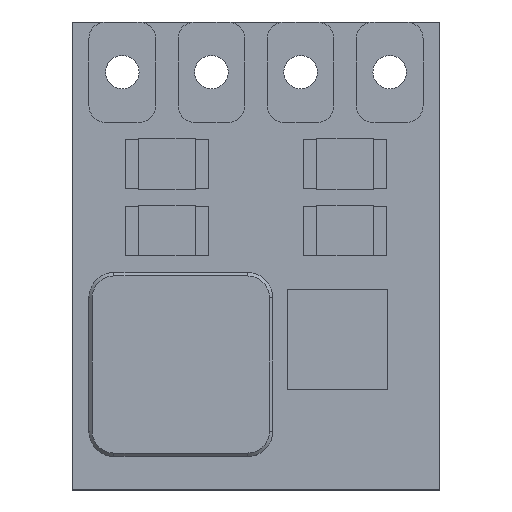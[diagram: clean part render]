
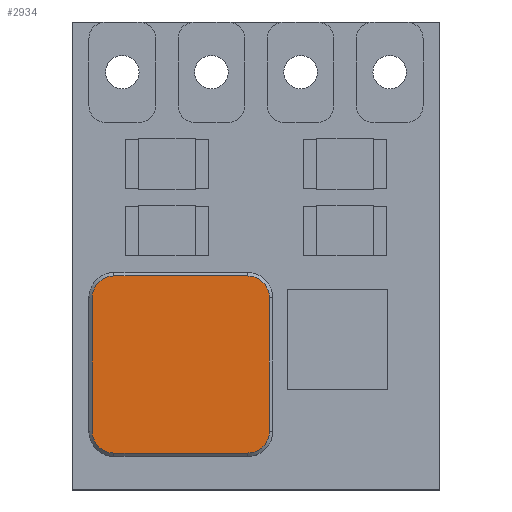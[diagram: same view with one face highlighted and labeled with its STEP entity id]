
A CAD part, top view. The second image highlights one B-rep face of the part: STEP entity #2934.
In plain terms, the highlighted planar face has unit normal (0, 0, 1).
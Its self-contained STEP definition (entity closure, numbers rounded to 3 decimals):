
#74=CIRCLE('',#3096,0.65);
#76=CIRCLE('',#3100,0.65);
#78=CIRCLE('',#3104,0.65);
#80=CIRCLE('',#3108,0.65);
#178=FACE_OUTER_BOUND('',#335,.T.);
#335=EDGE_LOOP('',(#1946,#1947,#1948,#1949,#1950,#1951,#1952,#1953));
#507=LINE('',#4184,#847);
#512=LINE('',#4198,#852);
#516=LINE('',#4210,#856);
#520=LINE('',#4222,#860);
#847=VECTOR('',#3356,10.);
#852=VECTOR('',#3369,10.);
#856=VECTOR('',#3381,10.);
#860=VECTOR('',#3393,10.);
#1183=VERTEX_POINT('',#4181);
#1184=VERTEX_POINT('',#4183);
#1187=VERTEX_POINT('',#4191);
#1189=VERTEX_POINT('',#4196);
#1191=VERTEX_POINT('',#4203);
#1193=VERTEX_POINT('',#4208);
#1195=VERTEX_POINT('',#4215);
#1197=VERTEX_POINT('',#4220);
#1467=EDGE_CURVE('',#1183,#1184,#507,.T.);
#1472=EDGE_CURVE('',#1187,#1183,#74,.T.);
#1474=EDGE_CURVE('',#1189,#1187,#512,.T.);
#1478=EDGE_CURVE('',#1191,#1189,#76,.T.);
#1480=EDGE_CURVE('',#1193,#1191,#516,.T.);
#1484=EDGE_CURVE('',#1195,#1193,#78,.T.);
#1486=EDGE_CURVE('',#1197,#1195,#520,.T.);
#1489=EDGE_CURVE('',#1184,#1197,#80,.T.);
#1946=ORIENTED_EDGE('',*,*,#1467,.F.);
#1947=ORIENTED_EDGE('',*,*,#1472,.F.);
#1948=ORIENTED_EDGE('',*,*,#1474,.F.);
#1949=ORIENTED_EDGE('',*,*,#1478,.F.);
#1950=ORIENTED_EDGE('',*,*,#1480,.F.);
#1951=ORIENTED_EDGE('',*,*,#1484,.F.);
#1952=ORIENTED_EDGE('',*,*,#1486,.F.);
#1953=ORIENTED_EDGE('',*,*,#1489,.F.);
#2737=PLANE('',#3115);
#2934=ADVANCED_FACE('',(#178),#2737,.T.);
#3096=AXIS2_PLACEMENT_3D('',#4193,#3364,#3365);
#3100=AXIS2_PLACEMENT_3D('',#4205,#3376,#3377);
#3104=AXIS2_PLACEMENT_3D('',#4217,#3388,#3389);
#3108=AXIS2_PLACEMENT_3D('',#4226,#3399,#3400);
#3115=AXIS2_PLACEMENT_3D('',#4245,#3420,#3421);
#3356=DIRECTION('',(0.,-1.,0.));
#3364=DIRECTION('center_axis',(0.,0.,-1.));
#3365=DIRECTION('ref_axis',(0.707,0.707,0.));
#3369=DIRECTION('',(1.,0.,0.));
#3376=DIRECTION('center_axis',(0.,0.,-1.));
#3377=DIRECTION('ref_axis',(-0.707,0.707,0.));
#3381=DIRECTION('',(0.,1.,0.));
#3388=DIRECTION('center_axis',(0.,0.,-1.));
#3389=DIRECTION('ref_axis',(-0.707,-0.707,0.));
#3393=DIRECTION('',(-1.,0.,0.));
#3399=DIRECTION('center_axis',(0.,0.,-1.));
#3400=DIRECTION('ref_axis',(0.707,-0.707,0.));
#3420=DIRECTION('center_axis',(0.,0.,1.));
#3421=DIRECTION('ref_axis',(1.,0.,0.));
#4181=CARTESIAN_POINT('',(-0.34,-1.25,3.5));
#4183=CARTESIAN_POINT('',(-0.34,-5.25,3.5));
#4184=CARTESIAN_POINT('',(-0.34,-4.625,3.5));
#4191=CARTESIAN_POINT('',(-0.99,-0.6,3.5));
#4193=CARTESIAN_POINT('Origin',(-0.99,-1.25,3.5));
#4196=CARTESIAN_POINT('',(-4.99,-0.6,3.5));
#4198=CARTESIAN_POINT('',(-1.615,-0.6,3.5));
#4203=CARTESIAN_POINT('',(-5.64,-1.25,3.5));
#4205=CARTESIAN_POINT('Origin',(-4.99,-1.25,3.5));
#4208=CARTESIAN_POINT('',(-5.64,-5.25,3.5));
#4210=CARTESIAN_POINT('',(-5.64,-1.875,3.5));
#4215=CARTESIAN_POINT('',(-4.99,-5.9,3.5));
#4217=CARTESIAN_POINT('Origin',(-4.99,-5.25,3.5));
#4220=CARTESIAN_POINT('',(-0.99,-5.9,3.5));
#4222=CARTESIAN_POINT('',(-4.365,-5.9,3.5));
#4226=CARTESIAN_POINT('Origin',(-0.99,-5.25,3.5));
#4245=CARTESIAN_POINT('Origin',(-2.99,-3.25,3.5));
